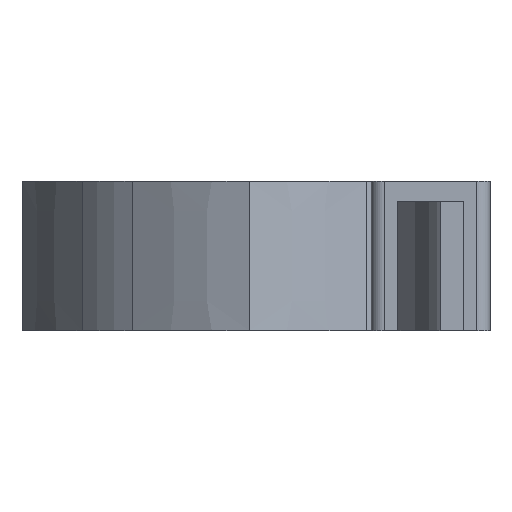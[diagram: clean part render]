
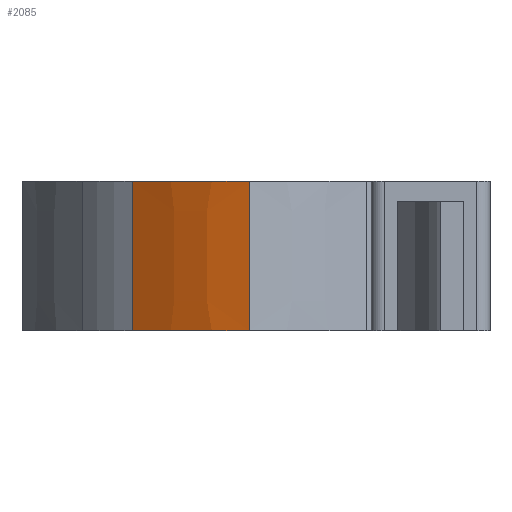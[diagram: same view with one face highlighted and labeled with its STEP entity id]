
A CAD part, front view. The second image highlights one B-rep face of the part: STEP entity #2085.
In plain terms, the highlighted face is a extrusion surface.
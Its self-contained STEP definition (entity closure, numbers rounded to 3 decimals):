
#365=CARTESIAN_POINT('',(0.,-68.5,-39.));
#366=CARTESIAN_POINT('',(-4.422,-67.397,-39.));
#367=CARTESIAN_POINT('',(-12.18,-64.562,-39.));
#368=CARTESIAN_POINT('',(-23.921,-58.267,-39.));
#369=CARTESIAN_POINT('',(-31.209,-53.308,-39.));
#370=CARTESIAN_POINT('',(-35.286,-50.37,-39.));
#372=CARTESIAN_POINT('',(0.,-68.5,-39.));
#436=CARTESIAN_POINT('',(0.,-68.5,6.));
#443=CARTESIAN_POINT('',(0.,-68.5,6.));
#444=CARTESIAN_POINT('',(-4.422,-67.397,6.));
#445=CARTESIAN_POINT('',(-12.18,-64.562,6.));
#446=CARTESIAN_POINT('',(-23.921,-58.267,6.));
#447=CARTESIAN_POINT('',(-31.209,-53.308,6.));
#448=CARTESIAN_POINT('',(-35.286,-50.37,6.));
#731=DIRECTION('',(0.,0.,-1.));
#732=VECTOR('',#731,45.);
#733=CARTESIAN_POINT('',(-35.286,-50.37,6.));
#734=LINE('',#733,#732);
#799=DIRECTION('',(0.,0.,1.));
#800=VECTOR('',#799,45.);
#801=CARTESIAN_POINT('',(0.,-68.5,-39.));
#802=LINE('',#801,#800);
#1159=VERTEX_POINT('',#372);
#1161=VERTEX_POINT('',#436);
#1167=CARTESIAN_POINT('',(-35.286,-50.37,6.));
#1168=CARTESIAN_POINT('',(-35.286,-50.37,-39.));
#1169=VERTEX_POINT('',#1167);
#1170=VERTEX_POINT('',#1168);
#2066=CARTESIAN_POINT('',(0.388,-68.595,-39.));
#2067=CARTESIAN_POINT('',(0.258,-68.564,-39.));
#2068=CARTESIAN_POINT('',(-4.298,-67.443,-39.));
#2069=CARTESIAN_POINT('',(-12.18,-64.562,-39.));
#2070=CARTESIAN_POINT('',(-23.921,-58.267,-39.));
#2071=CARTESIAN_POINT('',(-31.32,-53.232,-39.));
#2072=CARTESIAN_POINT('',(-35.502,-50.214,-39.));
#2073=CARTESIAN_POINT('',(-35.61,-50.136,-39.));
#2075=DIRECTION('',(0.,0.,-1.));
#2076=VECTOR('',#2075,1.);
#2077=SURFACE_OF_LINEAR_EXTRUSION('',#2074,#2076);
#2079=ORIENTED_EDGE('',*,*,#2078,.F.);
#2080=ORIENTED_EDGE('',*,*,#1740,.T.);
#2081=ORIENTED_EDGE('',*,*,#2016,.F.);
#2082=ORIENTED_EDGE('',*,*,#1821,.F.);
#2083=EDGE_LOOP('',(#2079,#2080,#2081,#2082));
#2084=FACE_OUTER_BOUND('',#2083,.F.);
#2085=ADVANCED_FACE('',(#2084),#2077,.T.);
#371=B_SPLINE_CURVE_WITH_KNOTS('',3,(#365,#366,#367,#368,#369,#370),
.UNSPECIFIED.,.F.,.F.,(4,1,1,4),(0.,0.34,0.62,1.),
.UNSPECIFIED.);
#449=B_SPLINE_CURVE_WITH_KNOTS('',3,(#443,#444,#445,#446,#447,#448),
.UNSPECIFIED.,.F.,.F.,(4,1,1,4),(0.,0.34,0.62,1.),
.UNSPECIFIED.);
#1740=EDGE_CURVE('',#1159,#1170,#371,.T.);
#1821=EDGE_CURVE('',#1161,#1169,#449,.T.);
#2016=EDGE_CURVE('',#1169,#1170,#734,.T.);
#2074=B_SPLINE_CURVE_WITH_KNOTS('',3,(#2066,#2067,#2068,#2069,#2070,#2071,#2072,
#2073),.UNSPECIFIED.,.F.,.F.,(4,1,1,1,1,4),(0.,0.01,
0.343,0.618,0.99,1.),.UNSPECIFIED.);
#2078=EDGE_CURVE('',#1159,#1161,#802,.T.);
